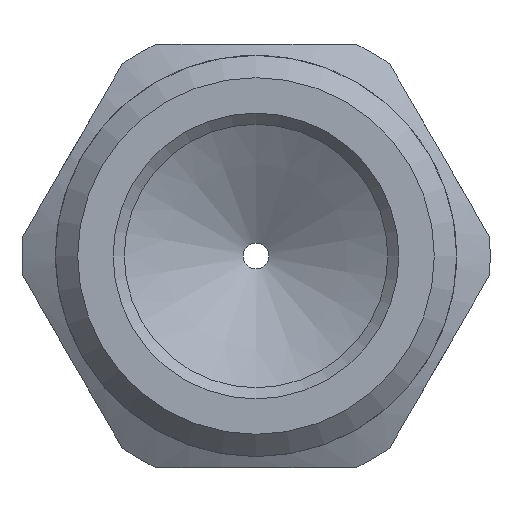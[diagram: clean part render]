
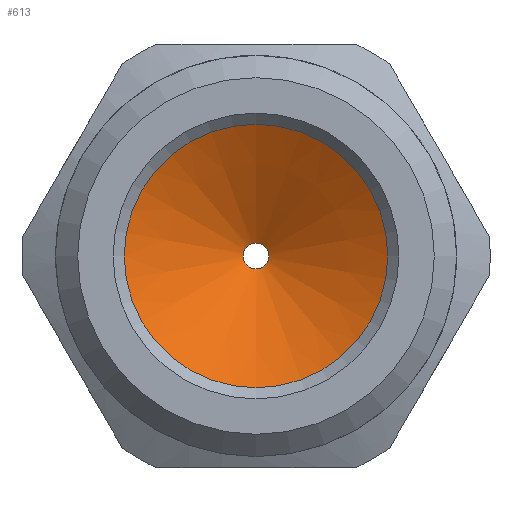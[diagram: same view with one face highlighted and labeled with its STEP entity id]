
A CAD part, front view. The second image highlights one B-rep face of the part: STEP entity #613.
In plain terms, the highlighted conical face has half-angle 60 degrees and reference radius 5.91 mm.
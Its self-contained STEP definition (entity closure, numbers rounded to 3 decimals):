
#70=CONICAL_SURFACE('',#672,5.91,1.047);
#168=ORIENTED_EDGE('',*,*,#225,.T.);
#169=ORIENTED_EDGE('',*,*,#226,.F.);
#225=EDGE_CURVE('',#264,#264,#291,.T.);
#226=EDGE_CURVE('',#265,#265,#292,.T.);
#264=VERTEX_POINT('',#961);
#265=VERTEX_POINT('',#964);
#291=CIRCLE('',#671,5.91);
#292=CIRCLE('',#673,0.58);
#329=EDGE_LOOP('',(#168));
#330=EDGE_LOOP('',(#169));
#373=FACE_BOUND('',#329,.T.);
#374=FACE_BOUND('',#330,.T.);
#613=ADVANCED_FACE('',(#373,#374),#70,.F.);
#671=AXIS2_PLACEMENT_3D('',#960,#789,#790);
#672=AXIS2_PLACEMENT_3D('',#962,#791,#792);
#673=AXIS2_PLACEMENT_3D('',#963,#793,#794);
#789=DIRECTION('',(0.,-1.,0.));
#790=DIRECTION('',(0.,0.,-1.));
#791=DIRECTION('',(0.,-1.,0.));
#792=DIRECTION('',(0.,0.,-1.));
#793=DIRECTION('',(0.,-1.,0.));
#794=DIRECTION('',(0.,0.,-1.));
#960=CARTESIAN_POINT('',(0.,12.,0.));
#961=CARTESIAN_POINT('',(0.,12.,-5.91));
#962=CARTESIAN_POINT('',(0.,12.,0.));
#963=CARTESIAN_POINT('',(0.,15.077,0.));
#964=CARTESIAN_POINT('',(0.,15.077,-0.58));
